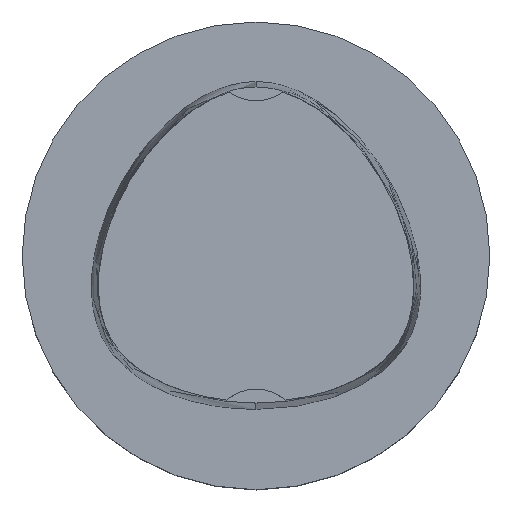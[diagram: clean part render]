
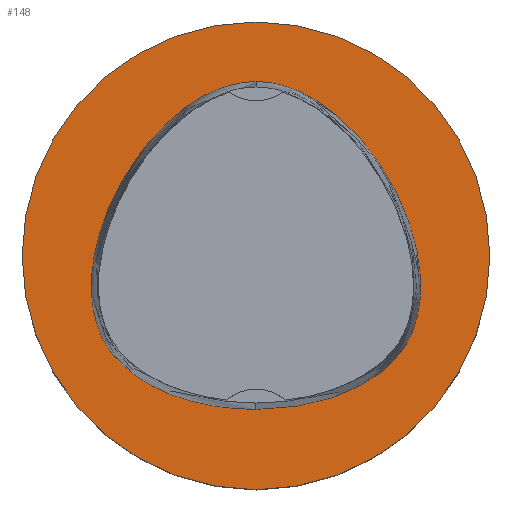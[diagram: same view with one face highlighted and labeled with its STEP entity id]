
A CAD part, top view. The second image highlights one B-rep face of the part: STEP entity #148.
In plain terms, the highlighted planar face has unit normal (0, 0, 1).
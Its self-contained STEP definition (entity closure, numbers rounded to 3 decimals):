
#84=EDGE_CURVE('240[2]',#216,#217,#218,.T.);
#130=EDGE_CURVE('240[2]',#217,#216,#291,.T.);
#143=EDGE_CURVE('240[2]',#307,#307,#308,.T.);
#148=ADVANCED_FACE('240[2]',(#314,#315),#316,.T.);
#216=VERTEX_POINT('',#614);
#217=VERTEX_POINT('',#615);
#218=B_SPLINE_CURVE_WITH_KNOTS('',3,(#616,#617,#618,#619,#620,#621,#622,#623,#624,#625,#626,#627,#628,#629,#630,#631,#632,#633,#634,#635,#636,#637,#638,#639,#640,#641,#642,#643,#644,#645,#646,#647,#648,#649,#650,#651,#652,#653,#654,#655),.UNSPECIFIED.,.F.,.F.,(4,1,1,1,1,1,1,1,1,1,1,1,1,1,1,1,1,1,1,1,1,1,1,1,1,1,1,1,1,1,1,1,1,1,1,1,1,4),(0.0,0.027,0.054,0.081,0.108,0.135,0.162,0.189,0.216,0.243,0.27,0.297,0.324,0.351,0.378,0.405,0.432,0.459,0.486,0.514,0.541,0.568,0.595,0.622,0.649,0.676,0.703,0.73,0.757,0.784,0.811,0.838,0.865,0.892,0.919,0.946,0.973,1.0),.UNSPECIFIED.);
#291=B_SPLINE_CURVE_WITH_KNOTS('',3,(#1049,#1050,#1051,#1052,#1053,#1054,#1055,#1056,#1057,#1058,#1059,#1060,#1061,#1062,#1063,#1064,#1065,#1066,#1067,#1068,#1069,#1070,#1071,#1072,#1073,#1074,#1075,#1076,#1077,#1078,#1079,#1080,#1081,#1082,#1083,#1084,#1085,#1086,#1087,#1088),.UNSPECIFIED.,.F.,.F.,(4,1,1,1,1,1,1,1,1,1,1,1,1,1,1,1,1,1,1,1,1,1,1,1,1,1,1,1,1,1,1,1,1,1,1,1,1,4),(0.0,0.027,0.054,0.081,0.108,0.135,0.162,0.189,0.216,0.243,0.27,0.297,0.324,0.351,0.378,0.405,0.432,0.459,0.486,0.514,0.541,0.568,0.595,0.622,0.649,0.676,0.703,0.73,0.757,0.784,0.811,0.838,0.865,0.892,0.919,0.946,0.973,1.0),.UNSPECIFIED.);
#307=VERTEX_POINT('',#1142);
#308=CIRCLE('',#1143,31.493);
#314=FACE_OUTER_BOUND('',#1151,.T.);
#315=FACE_BOUND('',#1152,.T.);
#316=PLANE('',#1153);
#614=CARTESIAN_POINT('',(0.,-20.675,0.));
#615=CARTESIAN_POINT('',(0.,23.475,0.));
#616=CARTESIAN_POINT('',(0.,-20.675,0.));
#617=CARTESIAN_POINT('',(0.891,-20.675,0.));
#618=CARTESIAN_POINT('',(2.643,-20.609,0.));
#619=CARTESIAN_POINT('',(5.22,-20.319,0.));
#620=CARTESIAN_POINT('',(7.642,-19.857,0.0));
#621=CARTESIAN_POINT('',(9.867,-19.252,0.0));
#622=CARTESIAN_POINT('',(11.865,-18.534,0.0));
#623=CARTESIAN_POINT('',(13.631,-17.733,0.0));
#624=CARTESIAN_POINT('',(15.172,-16.87,0.0));
#625=CARTESIAN_POINT('',(16.505,-15.965,0.0));
#626=CARTESIAN_POINT('',(17.65,-15.029,0.0));
#627=CARTESIAN_POINT('',(18.626,-14.068,0.0));
#628=CARTESIAN_POINT('',(19.452,-13.088,0.0));
#629=CARTESIAN_POINT('',(20.144,-12.087,0.0));
#630=CARTESIAN_POINT('',(20.724,-11.041,0.0));
#631=CARTESIAN_POINT('',(21.216,-9.912,0.0));
#632=CARTESIAN_POINT('',(21.623,-8.666,0.0));
#633=CARTESIAN_POINT('',(21.932,-7.298,0.0));
#634=CARTESIAN_POINT('',(22.132,-5.79,0.0));
#635=CARTESIAN_POINT('',(22.205,-4.13,0.0));
#636=CARTESIAN_POINT('',(22.128,-2.309,0.0));
#637=CARTESIAN_POINT('',(21.879,-0.323,0.0));
#638=CARTESIAN_POINT('',(21.433,1.817,0.0));
#639=CARTESIAN_POINT('',(20.77,4.086,0.0));
#640=CARTESIAN_POINT('',(19.882,6.438,0.0));
#641=CARTESIAN_POINT('',(18.775,8.81,0.0));
#642=CARTESIAN_POINT('',(17.475,11.127,0.0));
#643=CARTESIAN_POINT('',(16.015,13.324,0.0));
#644=CARTESIAN_POINT('',(14.446,15.339,0.0));
#645=CARTESIAN_POINT('',(12.821,17.126,0.0));
#646=CARTESIAN_POINT('',(11.186,18.664,0.0));
#647=CARTESIAN_POINT('',(9.577,19.952,0.0));
#648=CARTESIAN_POINT('',(8.019,21.002,0.0));
#649=CARTESIAN_POINT('',(6.524,21.834,0.0));
#650=CARTESIAN_POINT('',(5.097,22.473,0.0));
#651=CARTESIAN_POINT('',(3.736,22.94,0.0));
#652=CARTESIAN_POINT('',(2.436,23.256,0.));
#653=CARTESIAN_POINT('',(1.192,23.437,0.));
#654=CARTESIAN_POINT('',(0.392,23.475,0.));
#655=CARTESIAN_POINT('',(0.,23.475,0.));
#1049=CARTESIAN_POINT('',(0.,23.475,0.));
#1050=CARTESIAN_POINT('',(-0.392,23.475,0.));
#1051=CARTESIAN_POINT('',(-1.192,23.437,0.));
#1052=CARTESIAN_POINT('',(-2.436,23.256,0.));
#1053=CARTESIAN_POINT('',(-3.735,22.94,0.0));
#1054=CARTESIAN_POINT('',(-5.096,22.473,0.0));
#1055=CARTESIAN_POINT('',(-6.523,21.834,0.0));
#1056=CARTESIAN_POINT('',(-8.019,21.002,0.0));
#1057=CARTESIAN_POINT('',(-9.577,19.952,0.0));
#1058=CARTESIAN_POINT('',(-11.185,18.665,0.0));
#1059=CARTESIAN_POINT('',(-12.82,17.127,0.0));
#1060=CARTESIAN_POINT('',(-14.445,15.34,0.0));
#1061=CARTESIAN_POINT('',(-16.014,13.325,0.0));
#1062=CARTESIAN_POINT('',(-17.473,11.128,0.0));
#1063=CARTESIAN_POINT('',(-18.774,8.812,0.0));
#1064=CARTESIAN_POINT('',(-19.881,6.441,0.0));
#1065=CARTESIAN_POINT('',(-20.769,4.089,0.0));
#1066=CARTESIAN_POINT('',(-21.432,1.821,0.0));
#1067=CARTESIAN_POINT('',(-21.878,-0.319,0.0));
#1068=CARTESIAN_POINT('',(-22.128,-2.304,0.0));
#1069=CARTESIAN_POINT('',(-22.205,-4.125,0.0));
#1070=CARTESIAN_POINT('',(-22.133,-5.785,0.0));
#1071=CARTESIAN_POINT('',(-21.933,-7.293,0.0));
#1072=CARTESIAN_POINT('',(-21.624,-8.662,0.0));
#1073=CARTESIAN_POINT('',(-21.218,-9.906,0.0));
#1074=CARTESIAN_POINT('',(-20.726,-11.039,0.0));
#1075=CARTESIAN_POINT('',(-20.144,-12.087,0.0));
#1076=CARTESIAN_POINT('',(-19.452,-13.088,0.0));
#1077=CARTESIAN_POINT('',(-18.627,-14.067,0.0));
#1078=CARTESIAN_POINT('',(-17.65,-15.028,0.0));
#1079=CARTESIAN_POINT('',(-16.506,-15.964,0.0));
#1080=CARTESIAN_POINT('',(-15.173,-16.869,0.0));
#1081=CARTESIAN_POINT('',(-13.632,-17.732,0.0));
#1082=CARTESIAN_POINT('',(-11.866,-18.534,0.0));
#1083=CARTESIAN_POINT('',(-9.868,-19.252,0.0));
#1084=CARTESIAN_POINT('',(-7.643,-19.857,0.0));
#1085=CARTESIAN_POINT('',(-5.22,-20.319,0.));
#1086=CARTESIAN_POINT('',(-2.643,-20.609,0.));
#1087=CARTESIAN_POINT('',(-0.891,-20.675,0.));
#1088=CARTESIAN_POINT('',(0.,-20.675,0.));
#1142=CARTESIAN_POINT('',(0.,31.493,0.));
#1143=AXIS2_PLACEMENT_3D('',#1403,#1404,#1405);
#1151=EDGE_LOOP('',(#1410));
#1152=EDGE_LOOP('',(#1411,#1412));
#1153=AXIS2_PLACEMENT_3D('',#1413,#1414,#1415);
#1403=CARTESIAN_POINT('',(0.0,0.0,0.0));
#1404=DIRECTION('',(0.,0.,-1.0));
#1405=DIRECTION('',(0.,1.0,0.));
#1410=ORIENTED_EDGE('',*,*,#143,.F.);
#1411=ORIENTED_EDGE('',*,*,#130,.F.);
#1412=ORIENTED_EDGE('',*,*,#84,.F.);
#1413=CARTESIAN_POINT('',(0.,15.746,0.));
#1414=DIRECTION('',(0.,0.,1.0));
#1415=DIRECTION('',(1.0,0.,0.0));
